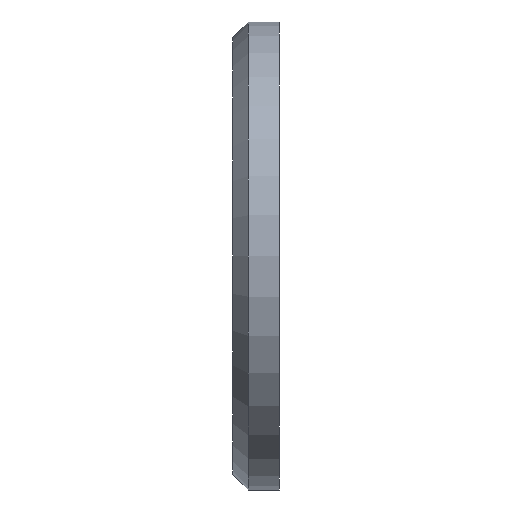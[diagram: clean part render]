
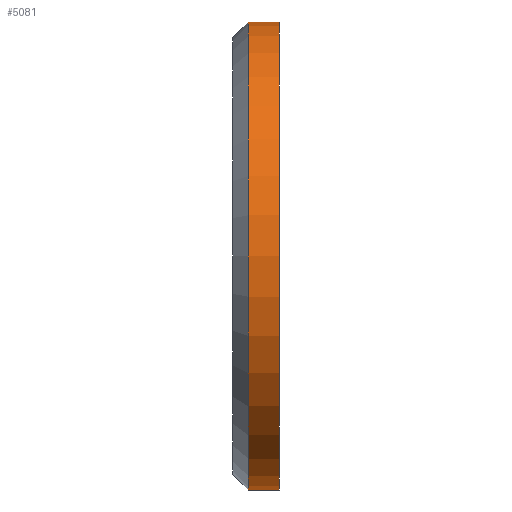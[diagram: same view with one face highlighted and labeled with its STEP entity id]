
A CAD part, left-side view. The second image highlights one B-rep face of the part: STEP entity #5081.
In plain terms, the highlighted cylindrical face has radius 15 mm (diameter 30 mm), a partial arc.
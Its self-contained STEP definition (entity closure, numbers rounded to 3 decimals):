
#1489 = CARTESIAN_POINT ( 'NONE',  ( 0., 2., -15. ) ) ;
#2050 = VECTOR ( 'NONE', #11289, 1000. ) ;
#2072 = EDGE_CURVE ( 'NONE', #4242, #8375, #5009, .T. ) ;
#2215 = FACE_OUTER_BOUND ( 'NONE', #5871, .T. ) ;
#2632 = CARTESIAN_POINT ( 'NONE',  ( 0., 0., -15. ) ) ;
#2963 = DIRECTION ( 'NONE',  ( 0., 0., -1. ) ) ;
#3118 = DIRECTION ( 'NONE',  ( 0., -1., 0. ) ) ;
#3230 = DIRECTION ( 'NONE',  ( 0., 0., 1. ) ) ;
#3896 = AXIS2_PLACEMENT_3D ( 'NONE', #11833, #8479, #2963 ) ;
#4009 = AXIS2_PLACEMENT_3D ( 'NONE', #7893, #5488, #3230 ) ;
#4242 = VERTEX_POINT ( 'NONE', #1489 ) ;
#4525 = EDGE_CURVE ( 'NONE', #12076, #4242, #9717, .T. ) ;
#4574 = DIRECTION ( 'NONE',  ( 0., 0., 1. ) ) ;
#5009 = LINE ( 'NONE', #8836, #11441 ) ;
#5081 = ADVANCED_FACE ( 'NONE', ( #2215 ), #5432, .T. ) ;
#5432 = CYLINDRICAL_SURFACE ( 'NONE', #3896, 15. ) ;
#5488 = DIRECTION ( 'NONE',  ( 0., 1., 0. ) ) ;
#5713 = CARTESIAN_POINT ( 'NONE',  ( 0., 3., 15. ) ) ;
#5871 = EDGE_LOOP ( 'NONE', ( #13491, #13657, #6711, #10510 ) ) ;
#6378 = EDGE_CURVE ( 'NONE', #12076, #7422, #13624, .T. ) ;
#6711 = ORIENTED_EDGE ( 'NONE', *, *, #2072, .T. ) ;
#7422 = VERTEX_POINT ( 'NONE', #10841 ) ;
#7893 = CARTESIAN_POINT ( 'NONE',  ( 0., 0., 0. ) ) ;
#8375 = VERTEX_POINT ( 'NONE', #2632 ) ;
#8479 = DIRECTION ( 'NONE',  ( 0., -1., 0. ) ) ;
#8836 = CARTESIAN_POINT ( 'NONE',  ( 0., 3., -15. ) ) ;
#8870 = CARTESIAN_POINT ( 'NONE',  ( 0., 2., 15. ) ) ;
#9227 = CARTESIAN_POINT ( 'NONE',  ( 0., 2., 0. ) ) ;
#9607 = EDGE_CURVE ( 'NONE', #8375, #7422, #14640, .T. ) ;
#9717 = CIRCLE ( 'NONE', #11626, 15. ) ;
#10510 = ORIENTED_EDGE ( 'NONE', *, *, #9607, .T. ) ;
#10841 = CARTESIAN_POINT ( 'NONE',  ( 0., 0., 15. ) ) ;
#11289 = DIRECTION ( 'NONE',  ( 0., -1., 0. ) ) ;
#11441 = VECTOR ( 'NONE', #3118, 1000. ) ;
#11626 = AXIS2_PLACEMENT_3D ( 'NONE', #9227, #13779, #4574 ) ;
#11833 = CARTESIAN_POINT ( 'NONE',  ( 0., 3., 0. ) ) ;
#12076 = VERTEX_POINT ( 'NONE', #8870 ) ;
#13491 = ORIENTED_EDGE ( 'NONE', *, *, #6378, .F. ) ;
#13624 = LINE ( 'NONE', #5713, #2050 ) ;
#13657 = ORIENTED_EDGE ( 'NONE', *, *, #4525, .T. ) ;
#13779 = DIRECTION ( 'NONE',  ( 0., -1., 0. ) ) ;
#14640 = CIRCLE ( 'NONE', #4009, 15. ) ;
